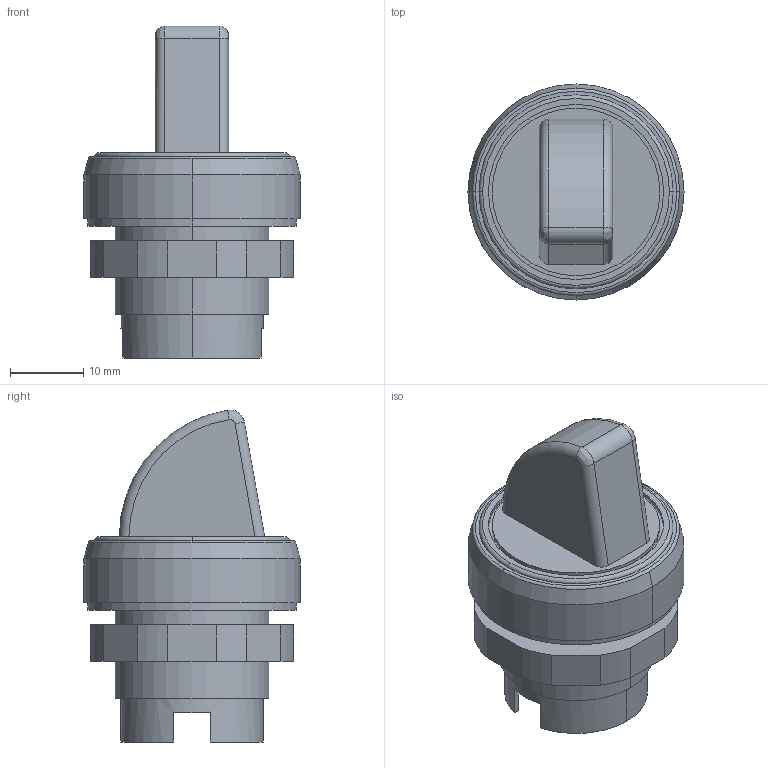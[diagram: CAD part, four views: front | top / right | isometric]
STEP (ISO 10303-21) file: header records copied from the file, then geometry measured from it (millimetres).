
FILE_DESCRIPTION((''),'2;1');
FILE_NAME('3d_LPCSL1308.stp','2012-10-03T10:27:36',(''),(''),'Mechanical Desktop 2011','Mechanical Desktop 2011',', , ');
FILE_SCHEMA(('CONFIG_CONTROL_DESIGN'));
Length unit declared in the file: millimetre
Products named in the file (1): Product
Bounding box: 29.5 x 29.5 x 45.32 mm (x, y, z)
Volume: 15421.9 mm3; surface area: 5622.3 mm2
Topology: 2 solids, 2 shells, 67 faces, 166 edges, 110 vertices
Faces by surface type: cylinder 30, plane 27, torus 6, cone 2, bspline 2
Entity records: 2171 total; most frequent: CARTESIAN_POINT 392, DIRECTION 388, ORIENTED_EDGE 332, EDGE_CURVE 166, AXIS2_PLACEMENT_3D 156, VERTEX_POINT 110, CIRCLE 88, VECTOR 76
